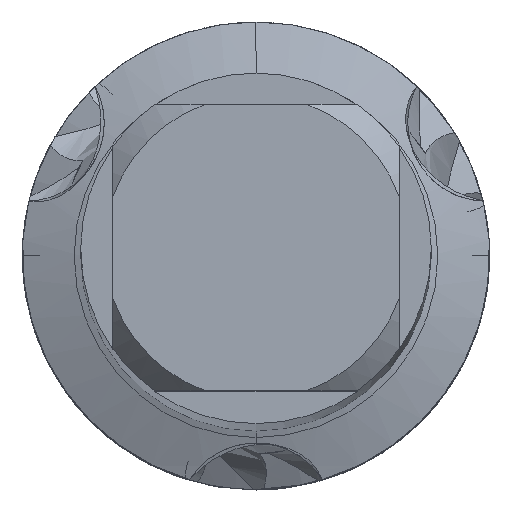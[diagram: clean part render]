
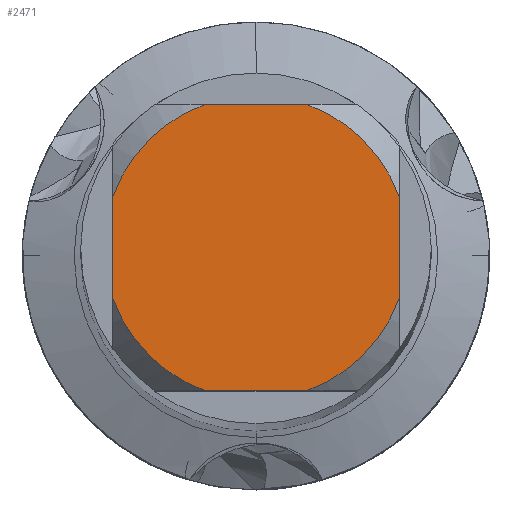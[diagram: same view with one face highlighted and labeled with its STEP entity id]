
A CAD part, top view. The second image highlights one B-rep face of the part: STEP entity #2471.
In plain terms, the highlighted planar face has unit normal (0, 0, 1).
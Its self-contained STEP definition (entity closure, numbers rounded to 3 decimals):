
#1699=EDGE_CURVE('',#3891,#3525,#4469,.T.);
#1779=EDGE_CURVE('',#3891,#2183,#4553,.T.);
#2133=VERTEX_POINT('',#4937);
#2167=EDGE_CURVE('',#2423,#3857,#4973,.T.);
#2183=VERTEX_POINT('',#4989);
#2323=EDGE_CURVE('',#2983,#3525,#5141,.T.);
#2423=VERTEX_POINT('',#5247);
#2471=ADVANCED_FACE('',(#5301),#5302,.T.);
#2723=VERTEX_POINT('',#5577);
#2929=EDGE_CURVE('',#2723,#2133,#5800,.T.);
#2983=VERTEX_POINT('',#5860);
#3215=EDGE_CURVE('',#2723,#3857,#6108,.T.);
#3525=VERTEX_POINT('',#6445);
#3711=EDGE_CURVE('',#2423,#2183,#6647,.T.);
#3857=VERTEX_POINT('',#6807);
#3891=VERTEX_POINT('',#6845);
#3963=EDGE_CURVE('',#2983,#2133,#6920,.T.);
#4469=LINE('',#7899,#7900);
#4553=CIRCLE('',#8083,2.6);
#4937=CARTESIAN_POINT('',(0.87,-2.45,0.0));
#4973=CIRCLE('',#9551,2.6);
#4989=CARTESIAN_POINT('',(-0.87,2.45,0.0));
#5141=CIRCLE('',#10162,2.6);
#5247=CARTESIAN_POINT('',(0.87,2.45,0.0));
#5301=FACE_OUTER_BOUND('',#10495,.T.);
#5302=PLANE('',#10496);
#5577=CARTESIAN_POINT('',(2.45,-0.87,0.0));
#5800=CIRCLE('',#11910,2.6);
#5860=CARTESIAN_POINT('',(-0.87,-2.45,0.0));
#6108=LINE('',#12744,#12745);
#6445=CARTESIAN_POINT('',(-2.45,-0.87,0.0));
#6647=LINE('',#14381,#14382);
#6807=CARTESIAN_POINT('',(2.45,0.87,0.0));
#6845=CARTESIAN_POINT('',(-2.45,0.87,0.0));
#6920=LINE('',#15034,#15035);
#7899=CARTESIAN_POINT('',(-2.45,0.65,0.0));
#7900=VECTOR('',#15766,1.0);
#8083=AXIS2_PLACEMENT_3D('',#15829,#15830,#15831);
#9551=AXIS2_PLACEMENT_3D('',#16248,#16249,#16250);
#10162=AXIS2_PLACEMENT_3D('',#16403,#16404,#16405);
#10495=EDGE_LOOP('',(#16548,#16549,#16550,#16551,#16552,#16553,#16554,#16555));
#10496=AXIS2_PLACEMENT_3D('',#16556,#16557,#16558);
#11910=AXIS2_PLACEMENT_3D('',#17120,#17121,#17122);
#12744=CARTESIAN_POINT('',(2.45,0.65,0.0));
#12745=VECTOR('',#17418,1.0);
#14381=CARTESIAN_POINT('',(0.0,2.45,0.0));
#14382=VECTOR('',#18099,1.0);
#15034=CARTESIAN_POINT('',(0.0,-2.45,0.0));
#15035=VECTOR('',#18372,1.0);
#15766=DIRECTION('',(-0.0,-1.0,0.0));
#15829=CARTESIAN_POINT('',(0.0,0.0,0.0));
#15830=DIRECTION('',(0.0,0.0,-1.0));
#15831=DIRECTION('',(0.0,1.0,0.0));
#16248=CARTESIAN_POINT('',(0.0,0.0,0.0));
#16249=DIRECTION('',(0.0,0.0,-1.0));
#16250=DIRECTION('',(0.0,1.0,0.0));
#16403=CARTESIAN_POINT('',(0.0,0.0,0.0));
#16404=DIRECTION('',(0.0,0.0,-1.0));
#16405=DIRECTION('',(0.0,1.0,0.0));
#16548=ORIENTED_EDGE('',*,*,#1699,.T.);
#16549=ORIENTED_EDGE('',*,*,#2323,.F.);
#16550=ORIENTED_EDGE('',*,*,#3963,.T.);
#16551=ORIENTED_EDGE('',*,*,#2929,.F.);
#16552=ORIENTED_EDGE('',*,*,#3215,.T.);
#16553=ORIENTED_EDGE('',*,*,#2167,.F.);
#16554=ORIENTED_EDGE('',*,*,#3711,.T.);
#16555=ORIENTED_EDGE('',*,*,#1779,.F.);
#16556=CARTESIAN_POINT('',(0.0,1.3,0.0));
#16557=DIRECTION('',(-0.0,0.0,1.0));
#16558=DIRECTION('',(0.0,-1.0,0.0));
#17120=CARTESIAN_POINT('',(0.0,0.0,0.0));
#17121=DIRECTION('',(0.0,0.0,-1.0));
#17122=DIRECTION('',(0.0,1.0,0.0));
#17418=DIRECTION('',(-0.0,1.0,0.0));
#18099=DIRECTION('',(-1.0,0.0,0.0));
#18372=DIRECTION('',(1.0,0.0,0.0));
